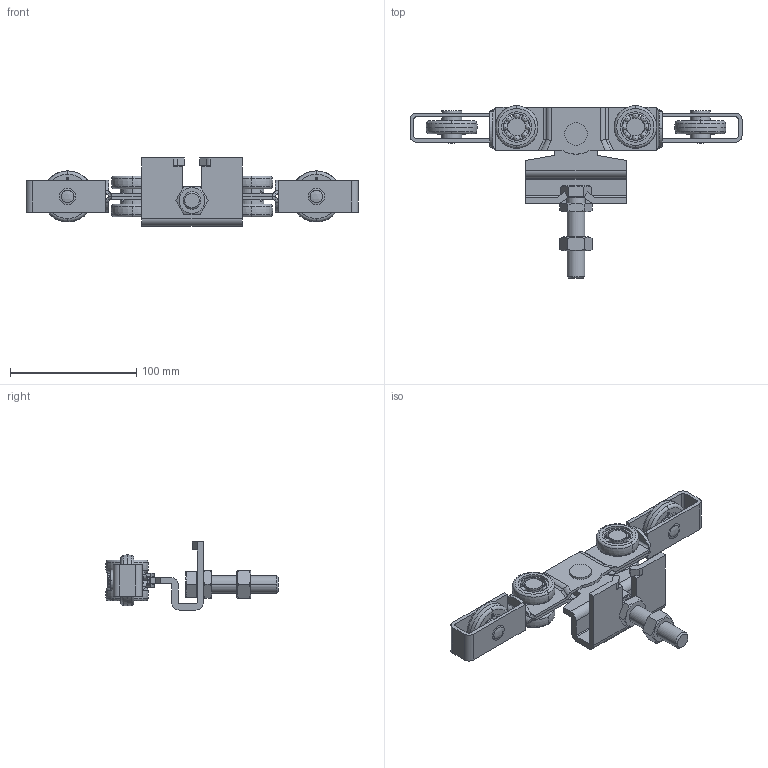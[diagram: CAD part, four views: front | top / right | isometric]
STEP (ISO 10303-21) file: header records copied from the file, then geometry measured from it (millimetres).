
FILE_DESCRIPTION (( 'STEP AP214' ), '1' );
FILE_NAME ('0038499.step', '2022-07-27T10:07:09', ( '' ), ( '' ), 'SwSTEP 2.0', 'SolidWorks 2020', '' );
FILE_SCHEMA (( 'AUTOMOTIVE_DESIGN' ));
Length unit declared in the file: millimetre
Products named in the file (1): 0038499
Bounding box: 263 x 136.86 x 54 mm (x, y, z)
Volume: 165137.7 mm3; surface area: 110777.8 mm2
Topology: 87 solids, 87 shells, 758 faces, 1858 edges, 1188 vertices
Faces by surface type: cylinder 260, plane 199, torus 114, sphere 105, cone 64, bspline 16
Entity records: 37086 total; most frequent: CARTESIAN_POINT 10995, DIRECTION 3776, ORIENTED_EDGE 3192, AXIS2_PLACEMENT_3D 1597, EDGE_CURVE 1596, VERTEX_POINT 1042, EDGE_LOOP 866, CIRCLE 854
